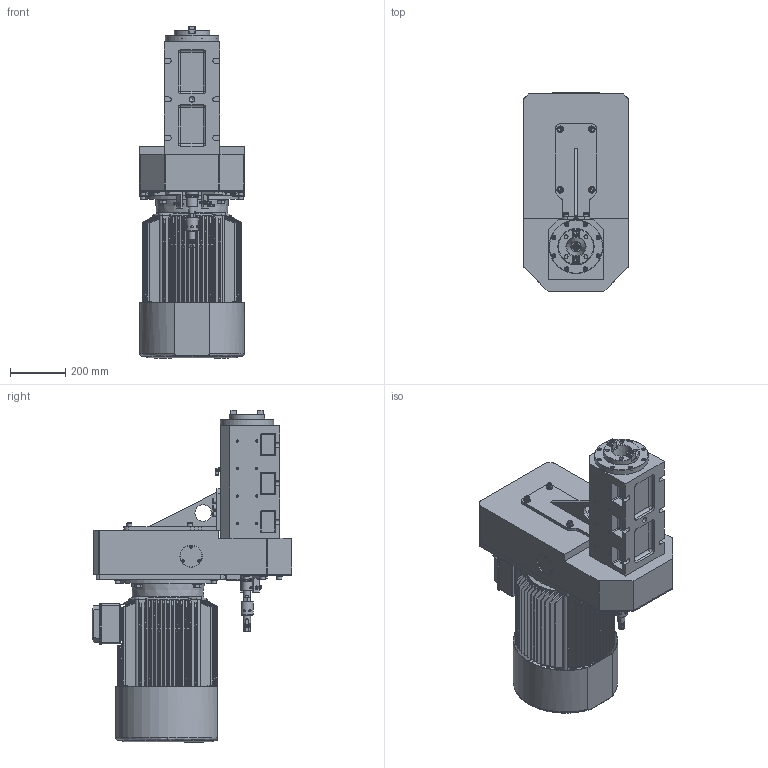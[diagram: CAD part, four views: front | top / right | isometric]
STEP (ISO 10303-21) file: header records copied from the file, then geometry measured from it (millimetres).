
FILE_DESCRIPTION(/* description */ ('Unknown'),/* implementation_level */ '2;1');
FILE_NAME(/* name */ 'CG.50-Junta Rotativa',/* time_stamp */ '2024-11-20T11:39:01+01:00',/* author */ ('Unknown'),/* organization */ ('Unknown'),/* preprocessor_version */ 'ST-DEVELOPER v19.4',/* originating_system */ 'Solid Edge',/* authorisation */ 'Unknown');
FILE_SCHEMA (('AUTOMOTIVE_DESIGN {1 0 10303 214 3 1 1}'));
Products named in the file (1): CG.50-Junta Rotativa
Bounding box: 380 x 725.06 x 1206.5 mm (x, y, z)
Surface area: 4709419.1 mm2 (no closed solid volume)
Topology: 0 solids, 262 shells, 1968 faces, 7378 edges, 5482 vertices
Faces by surface type: plane 994, cylinder 587, cone 260, torus 65, sphere 33, bspline 29
Full cylindrical faces by diameter (mm): 4 x3, 4.134 x12, 5 x11, 5.8 x3, 6.2 x1, 6.5 x6, 6.647 x1, 6.9 x3, 8 x6, 8.376 x16, 8.5 x6, 8.6 x6, 10 x8, 10.106 x8, 11 x9, 11.5 x1, 12 x10, 12.8 x1, 13 x10, 13.835 x4, 14 x5, 15 x8, 16.376 x1, 18 x23, 19 x2, 20 x5, 22 x1, 24 x20, 25 x1, 25.4 x1
Entity records: 88510 total; most frequent: CARTESIAN_POINT 26478, DIRECTION 11251, ORIENTED_EDGE 10318, EDGE_CURVE 6792, VERTEX_POINT 5414, AXIS2_PLACEMENT_3D 4252, FACE_BOUND 3011, EDGE_LOOP 2930
